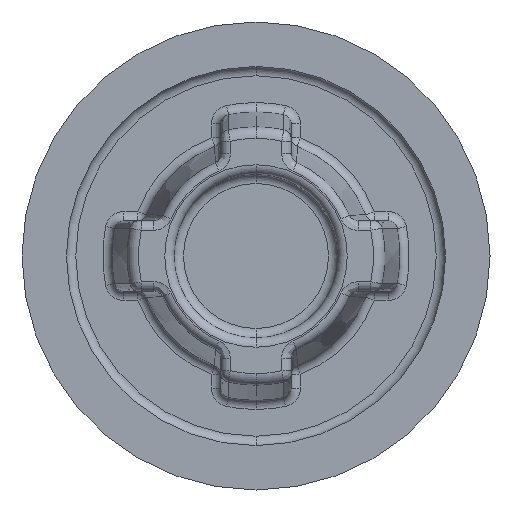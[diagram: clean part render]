
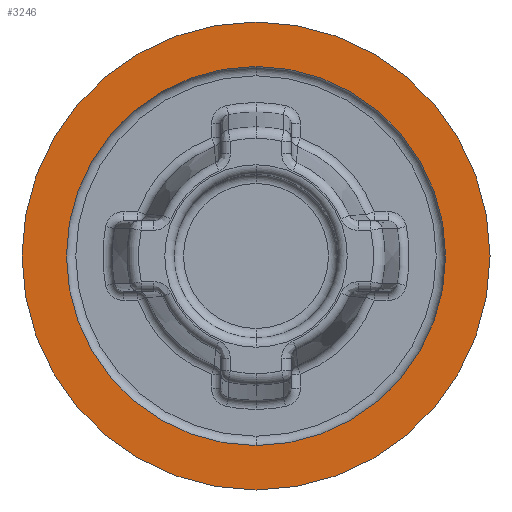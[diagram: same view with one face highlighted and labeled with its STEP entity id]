
A CAD part, front view. The second image highlights one B-rep face of the part: STEP entity #3246.
In plain terms, the highlighted planar face has unit normal (0, -1, 0).
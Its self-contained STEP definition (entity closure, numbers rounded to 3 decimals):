
#857=CARTESIAN_POINT('',(0.,5.,0.));
#858=DIRECTION('',(0.,1.,0.));
#859=DIRECTION('',(0.,0.,1.));
#860=AXIS2_PLACEMENT_3D('',#857,#858,#859);
#862=CARTESIAN_POINT('',(0.,5.,0.));
#863=DIRECTION('',(0.,1.,0.));
#864=DIRECTION('',(0.,0.,-1.));
#865=AXIS2_PLACEMENT_3D('',#862,#863,#864);
#867=CARTESIAN_POINT('',(0.,5.,0.));
#868=DIRECTION('',(0.,-1.,0.));
#869=DIRECTION('',(0.,0.,-1.));
#870=AXIS2_PLACEMENT_3D('',#867,#868,#869);
#872=CARTESIAN_POINT('',(0.,5.,0.));
#873=DIRECTION('',(0.,-1.,0.));
#874=DIRECTION('',(0.,0.,1.));
#875=AXIS2_PLACEMENT_3D('',#872,#873,#874);
#2158=CARTESIAN_POINT('',(0.,5.,4.05));
#2159=VERTEX_POINT('',#2158);
#2160=CARTESIAN_POINT('',(0.,5.,-4.05));
#2161=VERTEX_POINT('',#2160);
#2162=CARTESIAN_POINT('',(0.,5.,5.));
#2163=CARTESIAN_POINT('',(0.,5.,-5.));
#2164=VERTEX_POINT('',#2162);
#2165=VERTEX_POINT('',#2163);
#3231=CARTESIAN_POINT('',(-2.5,5.,0.));
#3232=DIRECTION('',(0.,1.,0.));
#3233=DIRECTION('',(1.,0.,0.));
#3234=AXIS2_PLACEMENT_3D('',#3231,#3232,#3233);
#3235=PLANE('',#3234);
#3237=ORIENTED_EDGE('',*,*,#3236,.T.);
#3239=ORIENTED_EDGE('',*,*,#3238,.T.);
#3240=EDGE_LOOP('',(#3237,#3239));
#3241=FACE_OUTER_BOUND('',#3240,.F.);
#3242=ORIENTED_EDGE('',*,*,#3196,.T.);
#3243=ORIENTED_EDGE('',*,*,#3218,.T.);
#3244=EDGE_LOOP('',(#3242,#3243));
#3245=FACE_BOUND('',#3244,.F.);
#861=CIRCLE('',#860,5.);
#866=CIRCLE('',#865,5.);
#871=CIRCLE('',#870,4.05);
#876=CIRCLE('',#875,4.05);
#3196=EDGE_CURVE('',#2161,#2159,#871,.T.);
#3218=EDGE_CURVE('',#2159,#2161,#876,.T.);
#3236=EDGE_CURVE('',#2164,#2165,#861,.T.);
#3238=EDGE_CURVE('',#2165,#2164,#866,.T.);
#3246=ADVANCED_FACE('',(#3241,#3245),#3235,.F.);
